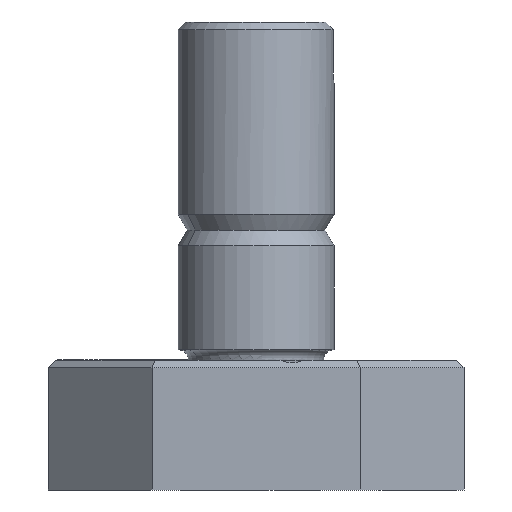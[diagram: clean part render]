
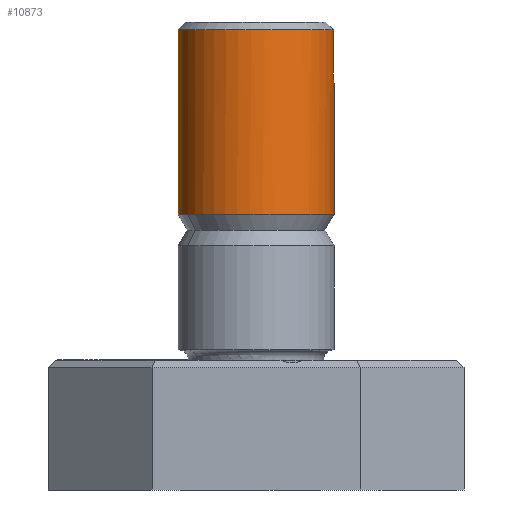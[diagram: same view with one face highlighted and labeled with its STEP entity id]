
A CAD part, front view. The second image highlights one B-rep face of the part: STEP entity #10873.
In plain terms, the highlighted cylindrical face has radius 15 mm (diameter 30 mm), a partial arc.
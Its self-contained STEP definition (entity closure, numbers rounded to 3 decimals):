
#10672=CARTESIAN_POINT('Axis2P3D Location',(0.,0.,57.5)) ;
#10774=CARTESIAN_POINT('Axis2P3D Location',(0.,0.,53.)) ;
#10778=CARTESIAN_POINT('Vertex',(-15.,0.,53.)) ;
#10780=CARTESIAN_POINT('Vertex',(-13.164,-7.191,53.)) ;
#10812=CARTESIAN_POINT('Vertex',(15.,0.,53.)) ;
#10815=CARTESIAN_POINT('Axis2P3D Location',(0.,0.,53.)) ;
#10828=CARTESIAN_POINT('Line Origine',(-15.,0.,57.5)) ;
#10832=CARTESIAN_POINT('Vertex',(-15.,0.,88.5)) ;
#10835=CARTESIAN_POINT('Line Origine',(15.,0.,57.5)) ;
#10839=CARTESIAN_POINT('Vertex',(15.,0.,78.25)) ;
#10843=CARTESIAN_POINT('Control Point',(14.898,-1.75,80.)) ;
#10844=CARTESIAN_POINT('Control Point',(14.898,-1.75,79.45)) ;
#10845=CARTESIAN_POINT('Control Point',(14.923,-1.534,78.899)) ;
#10846=CARTESIAN_POINT('Control Point',(14.975,-1.101,78.466)) ;
#10847=CARTESIAN_POINT('Control Point',(15.,-0.55,78.25)) ;
#10848=CARTESIAN_POINT('Control Point',(15.,0.,78.25)) ;
#10849=CARTESIAN_POINT('Vertex',(14.898,-1.75,80.)) ;
#10852=CARTESIAN_POINT('Line Origine',(14.898,-1.75,57.5)) ;
#10856=CARTESIAN_POINT('Vertex',(14.898,-1.75,88.5)) ;
#10859=CARTESIAN_POINT('Axis2P3D Location',(0.,0.,88.5)) ;
#10673=DIRECTION('Axis2P3D Direction',(0.,0.,1.)) ;
#10674=DIRECTION('Axis2P3D XDirection',(1.,0.,0.)) ;
#10775=DIRECTION('Axis2P3D Direction',(0.,0.,1.)) ;
#10816=DIRECTION('Axis2P3D Direction',(0.,0.,1.)) ;
#10829=DIRECTION('Vector Direction',(0.,0.,1.)) ;
#10836=DIRECTION('Vector Direction',(0.,0.,1.)) ;
#10853=DIRECTION('Vector Direction',(0.,0.,1.)) ;
#10860=DIRECTION('Axis2P3D Direction',(0.,0.,1.)) ;
#10675=AXIS2_PLACEMENT_3D('Cylinder Axis2P3D',#10672,#10673,#10674) ;
#10776=AXIS2_PLACEMENT_3D('Circle Axis2P3D',#10774,#10775,$) ;
#10817=AXIS2_PLACEMENT_3D('Circle Axis2P3D',#10815,#10816,$) ;
#10861=AXIS2_PLACEMENT_3D('Circle Axis2P3D',#10859,#10860,$) ;
#10865=ORIENTED_EDGE('',*,*,#10834,.F.) ;
#10866=ORIENTED_EDGE('',*,*,#10782,.T.) ;
#10867=ORIENTED_EDGE('',*,*,#10819,.T.) ;
#10868=ORIENTED_EDGE('',*,*,#10841,.T.) ;
#10869=ORIENTED_EDGE('',*,*,#10851,.T.) ;
#10870=ORIENTED_EDGE('',*,*,#10858,.F.) ;
#10871=ORIENTED_EDGE('',*,*,#10863,.F.) ;
#10830=VECTOR('Line Direction',#10829,1.) ;
#10837=VECTOR('Line Direction',#10836,1.) ;
#10854=VECTOR('Line Direction',#10853,1.) ;
#10873=ADVANCED_FACE('PartBody',(#10872),#10676,.T.) ;
#10842=B_SPLINE_CURVE_WITH_KNOTS('',5,(#10843,#10844,#10845,#10846,#10847,#10848),.UNSPECIFIED.,.F.,.U.,(6,6),(0.,3.891),.UNSPECIFIED.) ;
#10777=CIRCLE('generated circle',#10776,15.) ;
#10818=CIRCLE('generated circle',#10817,15.) ;
#10862=CIRCLE('generated circle',#10861,15.) ;
#10676=CYLINDRICAL_SURFACE('generated cylinder',#10675,15.) ;
#10782=EDGE_CURVE('',#10779,#10781,#10777,.T.) ;
#10819=EDGE_CURVE('',#10781,#10813,#10818,.T.) ;
#10834=EDGE_CURVE('',#10779,#10833,#10831,.T.) ;
#10841=EDGE_CURVE('',#10813,#10840,#10838,.T.) ;
#10851=EDGE_CURVE('',#10840,#10850,#10842,.F.) ;
#10858=EDGE_CURVE('',#10857,#10850,#10855,.F.) ;
#10863=EDGE_CURVE('',#10833,#10857,#10862,.T.) ;
#10864=EDGE_LOOP('',(#10865,#10866,#10867,#10868,#10869,#10870,#10871)) ;
#10872=FACE_OUTER_BOUND('',#10864,.T.) ;
#10831=LINE('Line',#10828,#10830) ;
#10838=LINE('Line',#10835,#10837) ;
#10855=LINE('Line',#10852,#10854) ;
#10779=VERTEX_POINT('',#10778) ;
#10781=VERTEX_POINT('',#10780) ;
#10813=VERTEX_POINT('',#10812) ;
#10833=VERTEX_POINT('',#10832) ;
#10840=VERTEX_POINT('',#10839) ;
#10850=VERTEX_POINT('',#10849) ;
#10857=VERTEX_POINT('',#10856) ;
